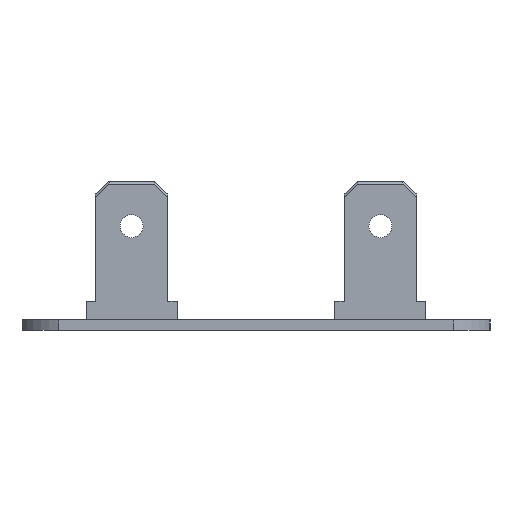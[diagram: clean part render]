
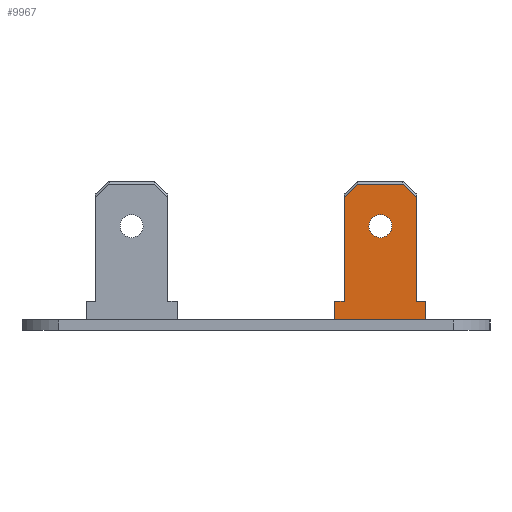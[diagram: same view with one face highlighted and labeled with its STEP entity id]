
A CAD part, left-side view. The second image highlights one B-rep face of the part: STEP entity #9967.
In plain terms, the highlighted planar face has unit normal (-1, 0, 0).
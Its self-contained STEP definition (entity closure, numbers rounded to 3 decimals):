
#131 = VECTOR ( 'NONE', #17441, 1000. ) ;
#139 = DIRECTION ( 'NONE',  ( 0., 0.734, -0.679 ) ) ;
#141 = DIRECTION ( 'NONE',  ( 0., 0., -1. ) ) ;
#351 = LINE ( 'NONE', #636, #4206 ) ;
#400 = VERTEX_POINT ( 'NONE', #8992 ) ;
#434 = EDGE_LOOP ( 'NONE', ( #20467, #20683, #14484, #18366, #9521, #13016, #3113, #11758, #2207, #8079 ) ) ;
#636 = CARTESIAN_POINT ( 'NONE',  ( -10.245, -16.517, 1.7 ) ) ;
#758 = CARTESIAN_POINT ( 'NONE',  ( -10.245, -22.817, 11.563 ) ) ;
#1097 = VECTOR ( 'NONE', #9759, 1000. ) ;
#1461 = DIRECTION ( 'NONE',  ( 0., 0., -1. ) ) ;
#1723 = EDGE_CURVE ( 'NONE', #17823, #8369, #17448, .T. ) ;
#2205 = AXIS2_PLACEMENT_3D ( 'NONE', #4041, #15533, #5697 ) ;
#2207 = ORIENTED_EDGE ( 'NONE', *, *, #4675, .F. ) ;
#2889 = VERTEX_POINT ( 'NONE', #20243 ) ;
#3113 = ORIENTED_EDGE ( 'NONE', *, *, #14636, .T. ) ;
#3265 = DIRECTION ( 'NONE',  ( -1., 0., 0. ) ) ;
#3817 = EDGE_CURVE ( 'NONE', #17422, #18974, #20860, .T. ) ;
#3836 = ORIENTED_EDGE ( 'NONE', *, *, #9555, .T. ) ;
#3843 = CARTESIAN_POINT ( 'NONE',  ( -10.245, -19.666, 10.046 ) ) ;
#3857 = DIRECTION ( 'NONE',  ( 0., 0., 1. ) ) ;
#3907 = VECTOR ( 'NONE', #4978, 1000. ) ;
#4041 = CARTESIAN_POINT ( 'NONE',  ( -10.245, -19.666, 9.046 ) ) ;
#4206 = VECTOR ( 'NONE', #3857, 1000. ) ;
#4353 = VECTOR ( 'NONE', #141, 1000. ) ;
#4675 = EDGE_CURVE ( 'NONE', #6764, #19973, #13641, .T. ) ;
#4978 = DIRECTION ( 'NONE',  ( 0., 1., 0. ) ) ;
#5042 = CARTESIAN_POINT ( 'NONE',  ( -10.245, 0., 2.5 ) ) ;
#5697 = DIRECTION ( 'NONE',  ( 0., 0., 1. ) ) ;
#6123 = EDGE_CURVE ( 'NONE', #15796, #12989, #6609, .T. ) ;
#6212 = VERTEX_POINT ( 'NONE', #20019 ) ;
#6416 = CARTESIAN_POINT ( 'NONE',  ( -10.245, -21.531, 12.754 ) ) ;
#6609 = LINE ( 'NONE', #5042, #14828 ) ;
#6675 = CARTESIAN_POINT ( 'NONE',  ( -10.245, -16.652, 11.689 ) ) ;
#6764 = VERTEX_POINT ( 'NONE', #10429 ) ;
#6774 = CIRCLE ( 'NONE', #2205, 1. ) ;
#6878 = VECTOR ( 'NONE', #10232, 1000. ) ;
#6955 = DIRECTION ( 'NONE',  ( 0., 0., -1. ) ) ;
#7002 = AXIS2_PLACEMENT_3D ( 'NONE', #17995, #3265, #14761 ) ;
#7516 = VECTOR ( 'NONE', #1461, 1000. ) ;
#7566 = FACE_BOUND ( 'NONE', #11670, .T. ) ;
#8079 = ORIENTED_EDGE ( 'NONE', *, *, #12955, .F. ) ;
#8102 = DIRECTION ( 'NONE',  ( 1., 0., 0. ) ) ;
#8369 = VERTEX_POINT ( 'NONE', #16296 ) ;
#8992 = CARTESIAN_POINT ( 'NONE',  ( -10.245, -15.717, 0.9 ) ) ;
#9210 = VERTEX_POINT ( 'NONE', #3843 ) ;
#9314 = VECTOR ( 'NONE', #6955, 1000. ) ;
#9521 = ORIENTED_EDGE ( 'NONE', *, *, #13665, .F. ) ;
#9555 = EDGE_CURVE ( 'NONE', #9210, #2889, #15282, .T. ) ;
#9759 = DIRECTION ( 'NONE',  ( 0., 0.734, 0.679 ) ) ;
#9967 = ADVANCED_FACE ( 'NONE', ( #7566, #21162 ), #21265, .T. ) ;
#10232 = DIRECTION ( 'NONE',  ( 0., 1., 0. ) ) ;
#10239 = CARTESIAN_POINT ( 'NONE',  ( -10.245, -23.617, 1.7 ) ) ;
#10269 = EDGE_CURVE ( 'NONE', #2889, #9210, #6774, .T. ) ;
#10429 = CARTESIAN_POINT ( 'NONE',  ( -10.245, -23.617, 2.5 ) ) ;
#10823 = LINE ( 'NONE', #6416, #1097 ) ;
#11670 = EDGE_LOOP ( 'NONE', ( #18835, #3836 ) ) ;
#11758 = ORIENTED_EDGE ( 'NONE', *, *, #19140, .F. ) ;
#12354 = VECTOR ( 'NONE', #139, 1000. ) ;
#12500 = EDGE_CURVE ( 'NONE', #17823, #17422, #10823, .T. ) ;
#12707 = CARTESIAN_POINT ( 'NONE',  ( -10.245, -15.717, 2.5 ) ) ;
#12737 = LINE ( 'NONE', #15807, #131 ) ;
#12955 = EDGE_CURVE ( 'NONE', #8369, #6764, #12737, .T. ) ;
#12989 = VERTEX_POINT ( 'NONE', #14300 ) ;
#13016 = ORIENTED_EDGE ( 'NONE', *, *, #6123, .F. ) ;
#13641 = LINE ( 'NONE', #10239, #9314 ) ;
#13665 = EDGE_CURVE ( 'NONE', #12989, #6212, #351, .T. ) ;
#14300 = CARTESIAN_POINT ( 'NONE',  ( -10.245, -16.517, 2.5 ) ) ;
#14304 = CARTESIAN_POINT ( 'NONE',  ( -10.245, -21.588, 12.7 ) ) ;
#14484 = ORIENTED_EDGE ( 'NONE', *, *, #3817, .T. ) ;
#14636 = EDGE_CURVE ( 'NONE', #15796, #400, #16261, .T. ) ;
#14761 = DIRECTION ( 'NONE',  ( 0., 0., 1. ) ) ;
#14820 = CARTESIAN_POINT ( 'NONE',  ( -10.245, 0., 12.7 ) ) ;
#14828 = VECTOR ( 'NONE', #19890, 1000. ) ;
#15282 = CIRCLE ( 'NONE', #15531, 1. ) ;
#15531 = AXIS2_PLACEMENT_3D ( 'NONE', #17926, #8102, #19567 ) ;
#15533 = DIRECTION ( 'NONE',  ( 1., 0., 0. ) ) ;
#15796 = VERTEX_POINT ( 'NONE', #12707 ) ;
#15807 = CARTESIAN_POINT ( 'NONE',  ( -10.245, 0., 2.5 ) ) ;
#16242 = CARTESIAN_POINT ( 'NONE',  ( -10.245, -17.745, 12.7 ) ) ;
#16261 = LINE ( 'NONE', #18059, #7516 ) ;
#16296 = CARTESIAN_POINT ( 'NONE',  ( -10.245, -22.817, 2.5 ) ) ;
#16716 = LINE ( 'NONE', #6675, #12354 ) ;
#16889 = CARTESIAN_POINT ( 'NONE',  ( -10.245, -23.617, 0.9 ) ) ;
#17422 = VERTEX_POINT ( 'NONE', #14304 ) ;
#17441 = DIRECTION ( 'NONE',  ( 0., -1., 0. ) ) ;
#17448 = LINE ( 'NONE', #18169, #4353 ) ;
#17604 = EDGE_CURVE ( 'NONE', #18974, #6212, #16716, .T. ) ;
#17823 = VERTEX_POINT ( 'NONE', #758 ) ;
#17926 = CARTESIAN_POINT ( 'NONE',  ( -10.245, -19.666, 9.046 ) ) ;
#17995 = CARTESIAN_POINT ( 'NONE',  ( -10.245, 0., 1.7 ) ) ;
#18059 = CARTESIAN_POINT ( 'NONE',  ( -10.245, -15.717, 1.7 ) ) ;
#18169 = CARTESIAN_POINT ( 'NONE',  ( -10.245, -22.817, 1.7 ) ) ;
#18366 = ORIENTED_EDGE ( 'NONE', *, *, #17604, .T. ) ;
#18376 = CARTESIAN_POINT ( 'NONE',  ( -10.245, 0., 0.9 ) ) ;
#18835 = ORIENTED_EDGE ( 'NONE', *, *, #10269, .T. ) ;
#18974 = VERTEX_POINT ( 'NONE', #16242 ) ;
#19140 = EDGE_CURVE ( 'NONE', #19973, #400, #19974, .T. ) ;
#19567 = DIRECTION ( 'NONE',  ( 0., 0., 1. ) ) ;
#19890 = DIRECTION ( 'NONE',  ( 0., -1., 0. ) ) ;
#19973 = VERTEX_POINT ( 'NONE', #16889 ) ;
#19974 = LINE ( 'NONE', #18376, #6878 ) ;
#20019 = CARTESIAN_POINT ( 'NONE',  ( -10.245, -16.517, 11.563 ) ) ;
#20243 = CARTESIAN_POINT ( 'NONE',  ( -10.245, -19.666, 8.046 ) ) ;
#20467 = ORIENTED_EDGE ( 'NONE', *, *, #1723, .F. ) ;
#20683 = ORIENTED_EDGE ( 'NONE', *, *, #12500, .T. ) ;
#20860 = LINE ( 'NONE', #14820, #3907 ) ;
#21162 = FACE_OUTER_BOUND ( 'NONE', #434, .T. ) ;
#21265 = PLANE ( 'NONE',  #7002 ) ;
